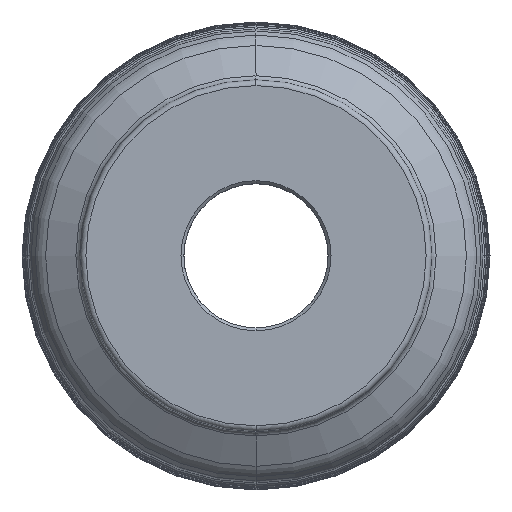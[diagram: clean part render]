
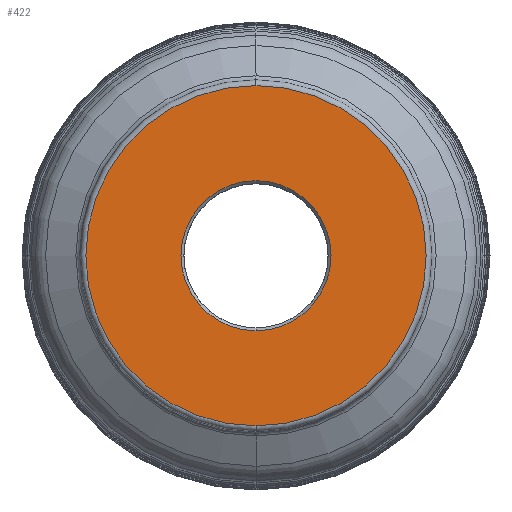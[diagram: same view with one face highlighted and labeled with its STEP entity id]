
A CAD part, top view. The second image highlights one B-rep face of the part: STEP entity #422.
In plain terms, the highlighted planar face has unit normal (0, 0, 1).
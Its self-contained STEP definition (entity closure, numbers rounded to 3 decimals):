
#60=PLANE('',#4121);
#70=FACE_BOUND('',#888,.T.);
#71=FACE_BOUND('',#889,.T.);
#422=ADVANCED_FACE('',(#70,#71),#60,.F.);
#888=EDGE_LOOP('',(#1682,#1683,#1684,#1685));
#889=EDGE_LOOP('',(#1686,#1687));
#1682=ORIENTED_EDGE('',*,*,#2506,.T.);
#1683=ORIENTED_EDGE('',*,*,#2507,.T.);
#1684=ORIENTED_EDGE('',*,*,#2508,.F.);
#1685=ORIENTED_EDGE('',*,*,#2509,.F.);
#1686=ORIENTED_EDGE('',*,*,#2505,.T.);
#1687=ORIENTED_EDGE('',*,*,#2503,.T.);
#2064=VERTEX_POINT('',#7076);
#2065=VERTEX_POINT('',#7078);
#2066=VERTEX_POINT('',#7084);
#2067=VERTEX_POINT('',#7085);
#2068=VERTEX_POINT('',#7087);
#2069=VERTEX_POINT('',#7089);
#2503=EDGE_CURVE('',#2065,#2064,#2984,.T.);
#2505=EDGE_CURVE('',#2064,#2065,#2985,.T.);
#2506=EDGE_CURVE('',#2066,#2067,#2986,.T.);
#2507=EDGE_CURVE('',#2067,#2068,#2987,.T.);
#2508=EDGE_CURVE('',#2069,#2068,#2988,.T.);
#2509=EDGE_CURVE('',#2066,#2069,#2989,.T.);
#2984=CIRCLE('',#4113,26.435);
#2985=CIRCLE('',#4115,26.435);
#2986=CIRCLE('',#4117,59.975);
#2987=CIRCLE('',#4118,59.975);
#2988=CIRCLE('',#4119,59.975);
#2989=CIRCLE('',#4120,59.975);
#4113=AXIS2_PLACEMENT_3D('',#7077,#5256,#5257);
#4115=AXIS2_PLACEMENT_3D('',#7081,#5261,#5262);
#4117=AXIS2_PLACEMENT_3D('',#7083,#5265,#5266);
#4118=AXIS2_PLACEMENT_3D('',#7086,#5267,#5268);
#4119=AXIS2_PLACEMENT_3D('',#7088,#5269,#5270);
#4120=AXIS2_PLACEMENT_3D('',#7090,#5271,#5272);
#4121=AXIS2_PLACEMENT_3D('',#7091,#5273,#5274);
#5256=DIRECTION('',(0.,0.,-1.));
#5257=DIRECTION('',(0.,-1.,0.));
#5261=DIRECTION('',(0.,0.,-1.));
#5262=DIRECTION('',(0.,1.,0.));
#5265=DIRECTION('',(0.,0.,1.));
#5266=DIRECTION('',(0.,1.,0.));
#5267=DIRECTION('',(0.,0.,1.));
#5268=DIRECTION('',(0.,-1.,0.));
#5269=DIRECTION('',(0.,0.,-1.));
#5270=DIRECTION('',(0.,-1.,0.));
#5271=DIRECTION('',(0.,0.,-1.));
#5272=DIRECTION('',(0.,1.,0.));
#5273=DIRECTION('',(0.,0.,-1.));
#5274=DIRECTION('',(0.,1.,0.));
#7076=CARTESIAN_POINT('',(0.,26.435,0.));
#7077=CARTESIAN_POINT('',(0.,0.,0.));
#7078=CARTESIAN_POINT('',(0.,-26.435,0.));
#7081=CARTESIAN_POINT('',(0.,0.,0.));
#7083=CARTESIAN_POINT('',(0.,0.,0.));
#7084=CARTESIAN_POINT('',(-0.016,59.975,0.));
#7085=CARTESIAN_POINT('',(0.,-59.975,0.));
#7086=CARTESIAN_POINT('',(0.,0.,0.));
#7087=CARTESIAN_POINT('',(0.016,-59.975,0.));
#7088=CARTESIAN_POINT('',(0.,0.,0.));
#7089=CARTESIAN_POINT('',(0.,59.975,0.));
#7090=CARTESIAN_POINT('',(0.,0.,0.));
#7091=CARTESIAN_POINT('',(0.,0.,0.));
